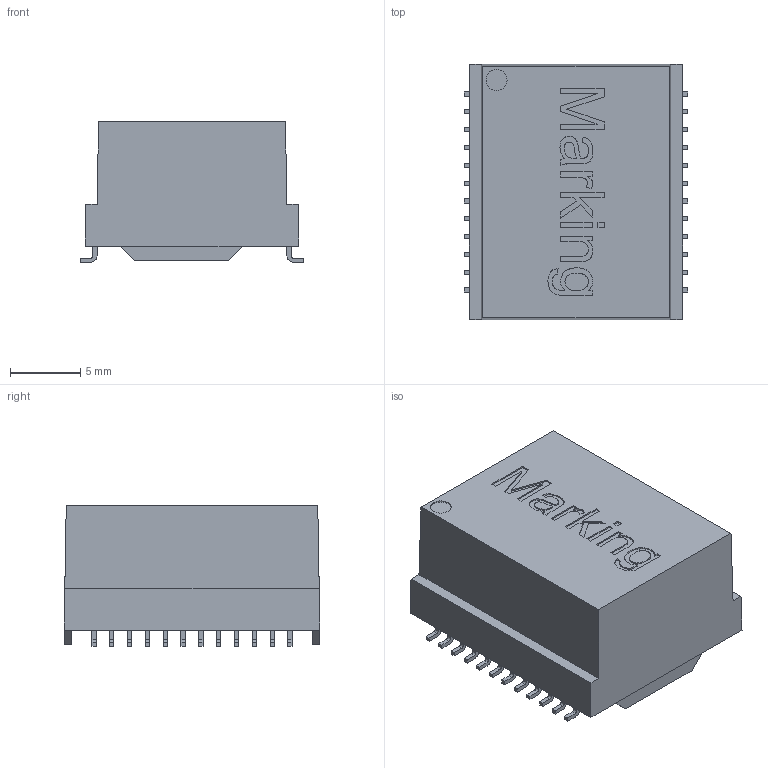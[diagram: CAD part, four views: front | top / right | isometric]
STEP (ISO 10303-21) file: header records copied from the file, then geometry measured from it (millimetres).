
FILE_DESCRIPTION(/* description */ ('Unknown'),/* implementation_level */ '2;1');
FILE_NAME(/* name */ 'T_Wurth_WE-LAN_7490240142',/* time_stamp */ '2025-08-27T09:56:30+08:00',/* author */ ('Unknown'),/* organization */ ('Unknown'),/* preprocessor_version */ 'ST-DEVELOPER v19.4',/* originating_system */ 'Solid Edge',/* authorisation */ 'Unknown');
FILE_SCHEMA (('AUTOMOTIVE_DESIGN {1 0 10303 214 3 1 1}'));
Length unit declared in the file: millimetre
Products named in the file (2): T_Wurth_WE-LAN_7490240142
Assembly tree (1 placements, depth 2):
  T_Wurth_WE-LAN_7490240142
    T_Wurth_WE-LAN_7490240142
Bounding box: 15.94 x 18.25 x 10.02 mm (x, y, z)
Volume: 493.4 mm3; surface area: 1706 mm2
Topology: 1 solids, 1 shells, 316 faces, 833 edges, 554 vertices
Faces by surface type: plane 250, cylinder 51, bspline 15
Full cylindrical faces by diameter (mm): 1.5 x1
Entity records: 12567 total; most frequent: CARTESIAN_POINT 2677, ORIENTED_EDGE 1662, DIRECTION 1411, EDGE_CURVE 831, LINE 605, VECTOR 605, VERTEX_POINT 554, AXIS2_PLACEMENT_3D 403
